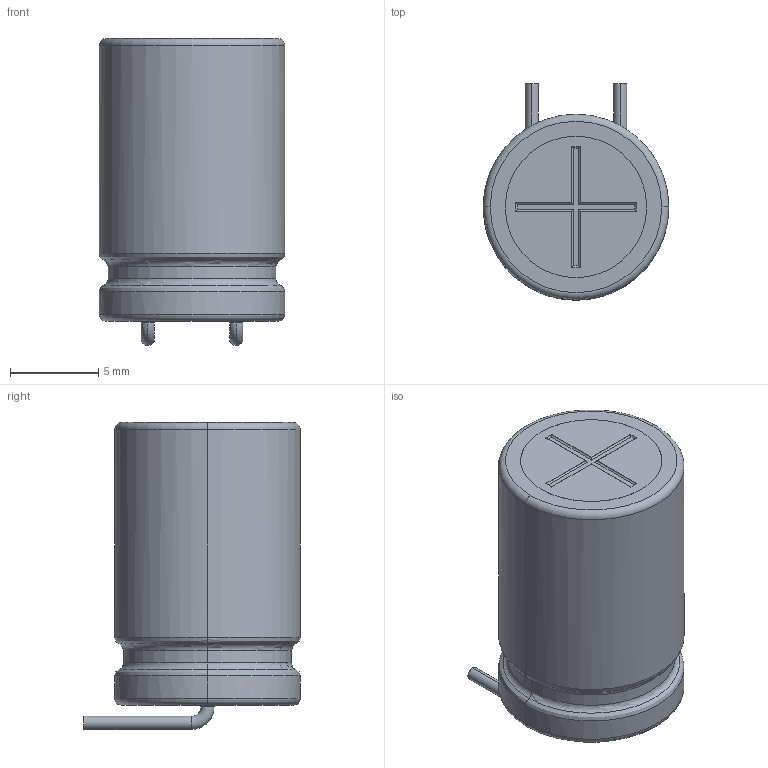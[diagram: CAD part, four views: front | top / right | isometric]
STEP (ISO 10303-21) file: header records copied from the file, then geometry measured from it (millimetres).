
FILE_DESCRIPTION (( 'STEP AP214' ), '1' );
FILE_NAME ('Cap Radial 10x16x5.STEP', '2019-08-11T13:32:15', ( '' ), ( '' ), 'SwSTEP 2.0', 'SolidWorks 2018', '' );
FILE_SCHEMA (( 'AUTOMOTIVE_DESIGN' ));
Length unit declared in the file: millimetre
Products named in the file (1): Cap Radial 10x16x5
Bounding box: 10.5 x 12.25 x 17.37 mm (x, y, z)
Volume: 1366.4 mm3; surface area: 735.6 mm2
Topology: 1 solids, 1 shells, 62 faces, 136 edges, 80 vertices
Faces by surface type: cylinder 28, plane 18, torus 12, bspline 4
Entity records: 2174 total; most frequent: CARTESIAN_POINT 607, DIRECTION 278, ORIENTED_EDGE 272, EDGE_CURVE 136, AXIS2_PLACEMENT_3D 107, VERTEX_POINT 80, EDGE_LOOP 66, LINE 64
